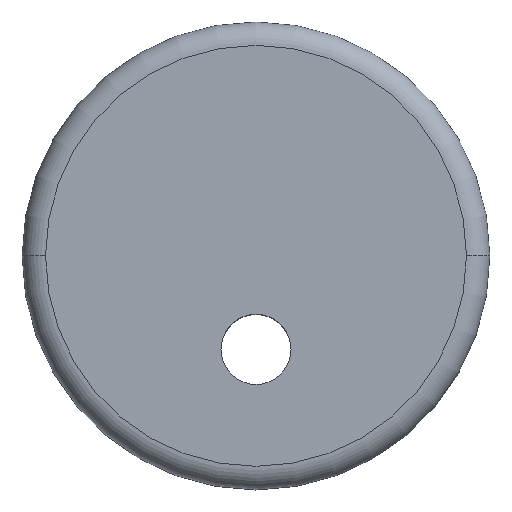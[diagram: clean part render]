
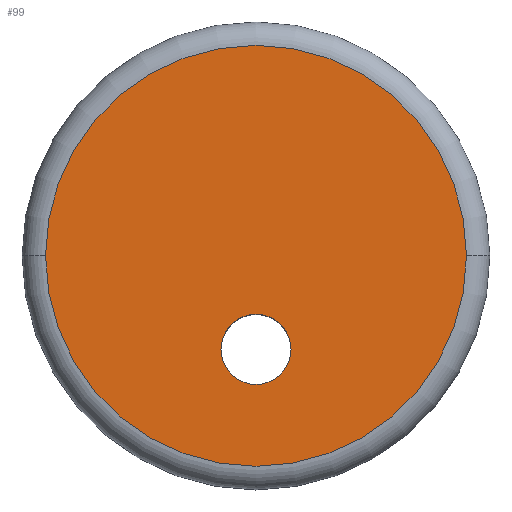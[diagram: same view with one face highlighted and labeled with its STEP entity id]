
A CAD part, top view. The second image highlights one B-rep face of the part: STEP entity #99.
In plain terms, the highlighted planar face has unit normal (0, 0, 1).
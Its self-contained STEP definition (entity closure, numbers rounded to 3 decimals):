
#3 = CARTESIAN_POINT ( 'NONE',  ( 0., 0., 15. ) ) ;
#8 = CARTESIAN_POINT ( 'NONE',  ( 0., 0., 15. ) ) ;
#9 = DIRECTION ( 'NONE',  ( 0., 0., 1. ) ) ;
#11 = CARTESIAN_POINT ( 'NONE',  ( 0., 0., 15. ) ) ;
#19 = ORIENTED_EDGE ( 'NONE', *, *, #334, .F. ) ;
#25 = AXIS2_PLACEMENT_3D ( 'NONE', #80, #279, #104 ) ;
#31 = AXIS2_PLACEMENT_3D ( 'NONE', #11, #234, #340 ) ;
#39 = AXIS2_PLACEMENT_3D ( 'NONE', #8, #9, #287 ) ;
#42 = ORIENTED_EDGE ( 'NONE', *, *, #178, .T. ) ;
#49 = DIRECTION ( 'NONE',  ( 1., 0., 0. ) ) ;
#61 = DIRECTION ( 'NONE',  ( 0., 0., 1. ) ) ;
#76 = CARTESIAN_POINT ( 'NONE',  ( -18., 0., 15. ) ) ;
#80 = CARTESIAN_POINT ( 'NONE',  ( 0., -8., 15. ) ) ;
#94 = AXIS2_PLACEMENT_3D ( 'NONE', #260, #61, #117 ) ;
#98 = VERTEX_POINT ( 'NONE', #76 ) ;
#99 = ADVANCED_FACE ( 'NONE', ( #326, #305 ), #247, .T. ) ;
#104 = DIRECTION ( 'NONE',  ( 1., 0., 0. ) ) ;
#117 = DIRECTION ( 'NONE',  ( 1., 0., 0. ) ) ;
#121 = CARTESIAN_POINT ( 'NONE',  ( 3., -8., 15. ) ) ;
#127 = AXIS2_PLACEMENT_3D ( 'NONE', #3, #138, #49 ) ;
#138 = DIRECTION ( 'NONE',  ( 0., 0., 1. ) ) ;
#163 = VERTEX_POINT ( 'NONE', #304 ) ;
#178 = EDGE_CURVE ( 'NONE', #163, #98, #263, .T. ) ;
#188 = CIRCLE ( 'NONE', #31, 18. ) ;
#190 = ORIENTED_EDGE ( 'NONE', *, *, #203, .F. ) ;
#203 = EDGE_CURVE ( 'NONE', #210, #265, #330, .T. ) ;
#204 = CARTESIAN_POINT ( 'NONE',  ( -3., -8., 15. ) ) ;
#210 = VERTEX_POINT ( 'NONE', #204 ) ;
#214 = EDGE_LOOP ( 'NONE', ( #42, #345 ) ) ;
#217 = CIRCLE ( 'NONE', #25, 3. ) ;
#234 = DIRECTION ( 'NONE',  ( 0., 0., 1. ) ) ;
#247 = PLANE ( 'NONE',  #127 ) ;
#260 = CARTESIAN_POINT ( 'NONE',  ( 0., -8., 15. ) ) ;
#263 = CIRCLE ( 'NONE', #39, 18. ) ;
#265 = VERTEX_POINT ( 'NONE', #121 ) ;
#279 = DIRECTION ( 'NONE',  ( 0., 0., 1. ) ) ;
#287 = DIRECTION ( 'NONE',  ( 1., 0., 0. ) ) ;
#294 = EDGE_CURVE ( 'NONE', #98, #163, #188, .T. ) ;
#304 = CARTESIAN_POINT ( 'NONE',  ( 18., 0., 15. ) ) ;
#305 = FACE_BOUND ( 'NONE', #321, .T. ) ;
#321 = EDGE_LOOP ( 'NONE', ( #19, #190 ) ) ;
#326 = FACE_OUTER_BOUND ( 'NONE', #214, .T. ) ;
#330 = CIRCLE ( 'NONE', #94, 3. ) ;
#334 = EDGE_CURVE ( 'NONE', #265, #210, #217, .T. ) ;
#340 = DIRECTION ( 'NONE',  ( 1., 0., 0. ) ) ;
#345 = ORIENTED_EDGE ( 'NONE', *, *, #294, .T. ) ;
